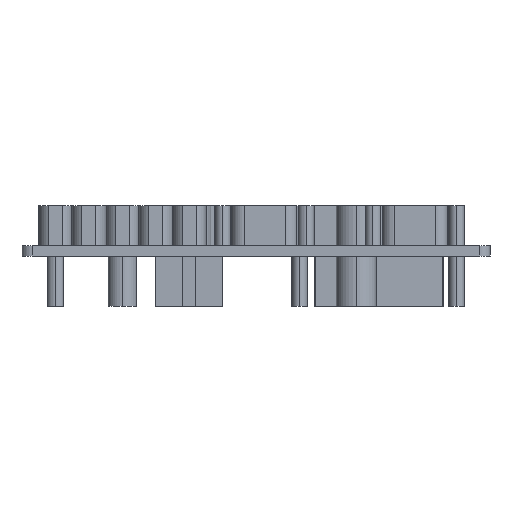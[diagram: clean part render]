
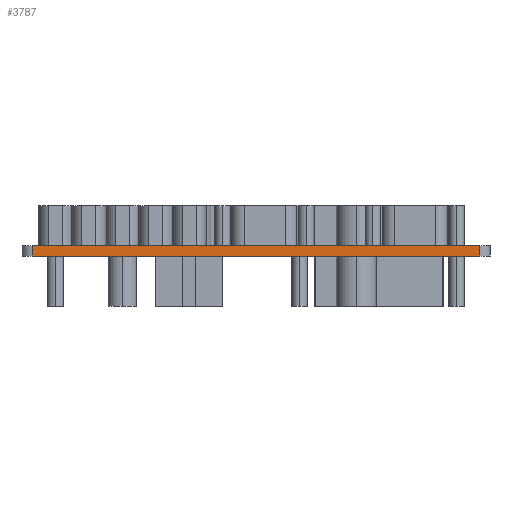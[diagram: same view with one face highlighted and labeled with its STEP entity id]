
A CAD part, left-side view. The second image highlights one B-rep face of the part: STEP entity #3787.
In plain terms, the highlighted planar face has unit normal (-1, 0, 0).
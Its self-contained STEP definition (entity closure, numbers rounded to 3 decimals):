
#82 = PLANE ( 'NONE',  #4836 ) ;
#85 = LINE ( 'NONE', #3395, #1568 ) ;
#153 = VERTEX_POINT ( 'NONE', #1739 ) ;
#443 = CARTESIAN_POINT ( 'NONE',  ( 200., 337., 0. ) ) ;
#446 = DIRECTION ( 'NONE',  ( 0., 1., 0. ) ) ;
#532 = ORIENTED_EDGE ( 'NONE', *, *, #2623, .F. ) ;
#704 = ORIENTED_EDGE ( 'NONE', *, *, #5241, .T. ) ;
#831 = VERTEX_POINT ( 'NONE', #2130 ) ;
#1035 = VECTOR ( 'NONE', #3336, 1000. ) ;
#1175 = DIRECTION ( 'NONE',  ( 0., -1., 0. ) ) ;
#1252 = EDGE_CURVE ( 'NONE', #2775, #4433, #4131, .T. ) ;
#1568 = VECTOR ( 'NONE', #2501, 1000. ) ;
#1739 = CARTESIAN_POINT ( 'NONE',  ( 200., 203., 0. ) ) ;
#1862 = CARTESIAN_POINT ( 'NONE',  ( 200., 203., 3. ) ) ;
#2130 = CARTESIAN_POINT ( 'NONE',  ( 200., 337., 0. ) ) ;
#2149 = FACE_OUTER_BOUND ( 'NONE', #4662, .T. ) ;
#2195 = CARTESIAN_POINT ( 'NONE',  ( 200., 337., 3. ) ) ;
#2301 = ORIENTED_EDGE ( 'NONE', *, *, #1252, .T. ) ;
#2357 = LINE ( 'NONE', #3232, #2513 ) ;
#2501 = DIRECTION ( 'NONE',  ( 0., 0., 1. ) ) ;
#2513 = VECTOR ( 'NONE', #1175, 1000. ) ;
#2623 = EDGE_CURVE ( 'NONE', #2775, #153, #3764, .T. ) ;
#2775 = VERTEX_POINT ( 'NONE', #1862 ) ;
#3232 = CARTESIAN_POINT ( 'NONE',  ( 200., 270., 0. ) ) ;
#3287 = DIRECTION ( 'NONE',  ( -1., 0., 0. ) ) ;
#3336 = DIRECTION ( 'NONE',  ( 0., 0., -1. ) ) ;
#3395 = CARTESIAN_POINT ( 'NONE',  ( 200., 337., 0. ) ) ;
#3764 = LINE ( 'NONE', #4528, #1035 ) ;
#3787 = ADVANCED_FACE ( 'NONE', ( #2149 ), #82, .T. ) ;
#4131 = LINE ( 'NONE', #4161, #4994 ) ;
#4161 = CARTESIAN_POINT ( 'NONE',  ( 200., 337., 3. ) ) ;
#4181 = DIRECTION ( 'NONE',  ( 0., 0., 1. ) ) ;
#4433 = VERTEX_POINT ( 'NONE', #2195 ) ;
#4528 = CARTESIAN_POINT ( 'NONE',  ( 200., 203., 0. ) ) ;
#4662 = EDGE_LOOP ( 'NONE', ( #2301, #5216, #704, #532 ) ) ;
#4836 = AXIS2_PLACEMENT_3D ( 'NONE', #443, #3287, #4181 ) ;
#4952 = EDGE_CURVE ( 'NONE', #831, #4433, #85, .T. ) ;
#4994 = VECTOR ( 'NONE', #446, 1000. ) ;
#5216 = ORIENTED_EDGE ( 'NONE', *, *, #4952, .F. ) ;
#5241 = EDGE_CURVE ( 'NONE', #831, #153, #2357, .T. ) ;
